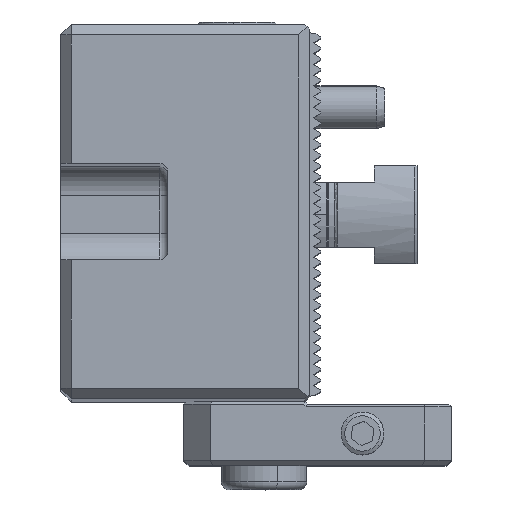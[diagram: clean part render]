
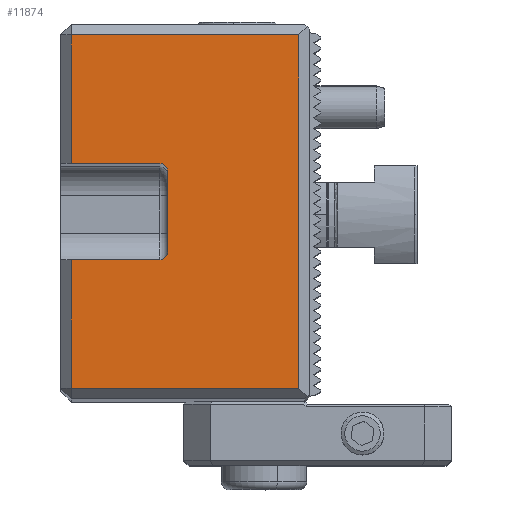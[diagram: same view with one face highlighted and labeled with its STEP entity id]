
A CAD part, top view. The second image highlights one B-rep face of the part: STEP entity #11874.
In plain terms, the highlighted planar face has unit normal (0, 0, 1).
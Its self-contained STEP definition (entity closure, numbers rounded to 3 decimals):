
#420 = DIRECTION ( 'NONE',  ( 0., -1., 0. ) ) ;
#492 = VECTOR ( 'NONE', #420, 1000. ) ;
#670 = EDGE_CURVE ( 'NONE', #10831, #22661, #13710, .T. ) ;
#730 = DIRECTION ( 'NONE',  ( -1., 0., 0. ) ) ;
#1207 = VECTOR ( 'NONE', #3916, 1000. ) ;
#1636 = EDGE_CURVE ( 'NONE', #22661, #8884, #3111, .T. ) ;
#2310 = DIRECTION ( 'NONE',  ( 0., 0., -1. ) ) ;
#2508 = VECTOR ( 'NONE', #26824, 1000. ) ;
#2566 = CARTESIAN_POINT ( 'NONE',  ( -4.4, 35., 360. ) ) ;
#3109 = DIRECTION ( 'NONE',  ( 0., 1., 0. ) ) ;
#3111 = LINE ( 'NONE', #9603, #20083 ) ;
#3219 = ORIENTED_EDGE ( 'NONE', *, *, #12094, .T. ) ;
#3916 = DIRECTION ( 'NONE',  ( 0., -1., 0. ) ) ;
#3947 = CARTESIAN_POINT ( 'NONE',  ( -5.9, 9., 360. ) ) ;
#4296 = CARTESIAN_POINT ( 'NONE',  ( 24.4, 35., 360. ) ) ;
#4784 = CARTESIAN_POINT ( 'NONE',  ( 20.1, -33., 360. ) ) ;
#4831 = ORIENTED_EDGE ( 'NONE', *, *, #7714, .T. ) ;
#5591 = VERTEX_POINT ( 'NONE', #27165 ) ;
#5809 = EDGE_CURVE ( 'NONE', #18717, #16759, #14551, .T. ) ;
#5938 = CARTESIAN_POINT ( 'NONE',  ( 24.4, -9., 360. ) ) ;
#6406 = VERTEX_POINT ( 'NONE', #4784 ) ;
#6790 = CARTESIAN_POINT ( 'NONE',  ( -22.4, 9., 360. ) ) ;
#6805 = LINE ( 'NONE', #2566, #492 ) ;
#6840 = VECTOR ( 'NONE', #3109, 1000. ) ;
#7276 = CARTESIAN_POINT ( 'NONE',  ( 20.1, 35., 360. ) ) ;
#7714 = EDGE_CURVE ( 'NONE', #16759, #12683, #8155, .T. ) ;
#7982 = CARTESIAN_POINT ( 'NONE',  ( -5.9, -9., 360. ) ) ;
#8155 = LINE ( 'NONE', #5938, #10163 ) ;
#8450 = EDGE_CURVE ( 'NONE', #5591, #18717, #6805, .T. ) ;
#8549 = DIRECTION ( 'NONE',  ( -1., 0., 0. ) ) ;
#8553 = CARTESIAN_POINT ( 'NONE',  ( -22.4, 33., 360. ) ) ;
#8815 = LINE ( 'NONE', #11959, #2508 ) ;
#8884 = VERTEX_POINT ( 'NONE', #3947 ) ;
#9284 = CIRCLE ( 'NONE', #15565, 1.5 ) ;
#9603 = CARTESIAN_POINT ( 'NONE',  ( 24.4, 9., 360. ) ) ;
#10163 = VECTOR ( 'NONE', #20824, 1000. ) ;
#10831 = VERTEX_POINT ( 'NONE', #8553 ) ;
#11173 = VERTEX_POINT ( 'NONE', #23107 ) ;
#11779 = EDGE_CURVE ( 'NONE', #26914, #10831, #25976, .T. ) ;
#11874 = ADVANCED_FACE ( 'NONE', ( #23956 ), #21311, .F. ) ;
#11959 = CARTESIAN_POINT ( 'NONE',  ( 24.4, -33., 360. ) ) ;
#12094 = EDGE_CURVE ( 'NONE', #8884, #5591, #9284, .T. ) ;
#12683 = VERTEX_POINT ( 'NONE', #18831 ) ;
#12978 = CARTESIAN_POINT ( 'NONE',  ( -4.4, -7.5, 360. ) ) ;
#13138 = LINE ( 'NONE', #7276, #6840 ) ;
#13433 = DIRECTION ( 'NONE',  ( 0., 0., -1. ) ) ;
#13710 = LINE ( 'NONE', #23335, #24408 ) ;
#14551 = CIRCLE ( 'NONE', #17072, 1.5 ) ;
#15019 = CARTESIAN_POINT ( 'NONE',  ( -5.9, -7.5, 360. ) ) ;
#15359 = ORIENTED_EDGE ( 'NONE', *, *, #1636, .T. ) ;
#15565 = AXIS2_PLACEMENT_3D ( 'NONE', #26262, #13433, #730 ) ;
#16640 = CARTESIAN_POINT ( 'NONE',  ( -22.4, -35., 360. ) ) ;
#16651 = DIRECTION ( 'NONE',  ( -1., 0., 0. ) ) ;
#16759 = VERTEX_POINT ( 'NONE', #7982 ) ;
#16820 = ORIENTED_EDGE ( 'NONE', *, *, #8450, .T. ) ;
#17072 = AXIS2_PLACEMENT_3D ( 'NONE', #15019, #2310, #17166 ) ;
#17166 = DIRECTION ( 'NONE',  ( -1., 0., 0. ) ) ;
#17271 = ORIENTED_EDGE ( 'NONE', *, *, #5809, .T. ) ;
#18076 = ORIENTED_EDGE ( 'NONE', *, *, #20763, .T. ) ;
#18190 = LINE ( 'NONE', #16640, #1207 ) ;
#18717 = VERTEX_POINT ( 'NONE', #12978 ) ;
#18831 = CARTESIAN_POINT ( 'NONE',  ( -22.4, -9., 360. ) ) ;
#18886 = ORIENTED_EDGE ( 'NONE', *, *, #20179, .T. ) ;
#19054 = DIRECTION ( 'NONE',  ( 0., -1., 0. ) ) ;
#20083 = VECTOR ( 'NONE', #26676, 1000. ) ;
#20179 = EDGE_CURVE ( 'NONE', #6406, #26914, #13138, .T. ) ;
#20763 = EDGE_CURVE ( 'NONE', #11173, #6406, #8815, .T. ) ;
#20824 = DIRECTION ( 'NONE',  ( -1., 0., 0. ) ) ;
#20850 = CARTESIAN_POINT ( 'NONE',  ( 24.4, 33., 360. ) ) ;
#20971 = ORIENTED_EDGE ( 'NONE', *, *, #25614, .T. ) ;
#21311 = PLANE ( 'NONE',  #24662 ) ;
#22304 = ORIENTED_EDGE ( 'NONE', *, *, #11779, .T. ) ;
#22661 = VERTEX_POINT ( 'NONE', #6790 ) ;
#23107 = CARTESIAN_POINT ( 'NONE',  ( -22.4, -33., 360. ) ) ;
#23220 = ORIENTED_EDGE ( 'NONE', *, *, #670, .T. ) ;
#23263 = DIRECTION ( 'NONE',  ( 0., 0., -1. ) ) ;
#23335 = CARTESIAN_POINT ( 'NONE',  ( -22.4, -35., 360. ) ) ;
#23956 = FACE_OUTER_BOUND ( 'NONE', #24567, .T. ) ;
#24408 = VECTOR ( 'NONE', #19054, 1000. ) ;
#24567 = EDGE_LOOP ( 'NONE', ( #23220, #15359, #3219, #16820, #17271, #4831, #20971, #18076, #18886, #22304 ) ) ;
#24615 = VECTOR ( 'NONE', #16651, 1000. ) ;
#24662 = AXIS2_PLACEMENT_3D ( 'NONE', #4296, #23263, #8549 ) ;
#25614 = EDGE_CURVE ( 'NONE', #12683, #11173, #18190, .T. ) ;
#25976 = LINE ( 'NONE', #20850, #24615 ) ;
#26262 = CARTESIAN_POINT ( 'NONE',  ( -5.9, 7.5, 360. ) ) ;
#26334 = CARTESIAN_POINT ( 'NONE',  ( 20.1, 33., 360. ) ) ;
#26676 = DIRECTION ( 'NONE',  ( 1., 0., 0. ) ) ;
#26824 = DIRECTION ( 'NONE',  ( 1., 0., 0. ) ) ;
#26914 = VERTEX_POINT ( 'NONE', #26334 ) ;
#27165 = CARTESIAN_POINT ( 'NONE',  ( -4.4, 7.5, 360. ) ) ;
